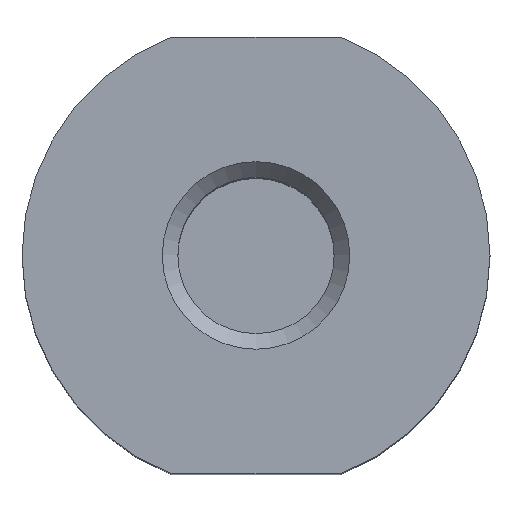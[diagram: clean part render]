
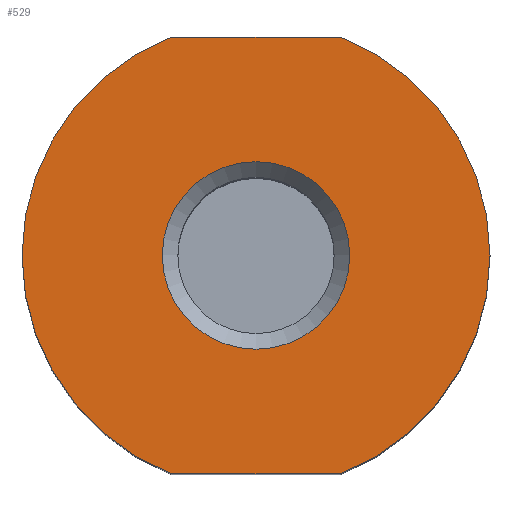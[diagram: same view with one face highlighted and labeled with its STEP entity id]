
A CAD part, top view. The second image highlights one B-rep face of the part: STEP entity #529.
In plain terms, the highlighted planar face has unit normal (0, 0, 1).
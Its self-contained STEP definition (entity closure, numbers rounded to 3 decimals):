
#33=FACE_BOUND('',#118,.T.);
#41=PLANE('',#583);
#79=FACE_OUTER_BOUND('',#117,.T.);
#117=EDGE_LOOP('',(#429,#430,#431,#432));
#118=EDGE_LOOP('',(#433));
#151=CIRCLE('',#579,3.005);
#154=CIRCLE('',#584,7.5);
#155=CIRCLE('',#585,7.5);
#180=LINE('',#1207,#210);
#181=LINE('',#1211,#211);
#210=VECTOR('',#674,10.);
#211=VECTOR('',#677,10.);
#254=VERTEX_POINT('',#1119);
#261=VERTEX_POINT('',#1205);
#262=VERTEX_POINT('',#1206);
#263=VERTEX_POINT('',#1208);
#264=VERTEX_POINT('',#1210);
#314=EDGE_CURVE('',#254,#254,#151,.T.);
#323=EDGE_CURVE('',#261,#262,#180,.T.);
#324=EDGE_CURVE('',#262,#263,#154,.T.);
#325=EDGE_CURVE('',#263,#264,#181,.T.);
#326=EDGE_CURVE('',#264,#261,#155,.T.);
#429=ORIENTED_EDGE('',*,*,#323,.T.);
#430=ORIENTED_EDGE('',*,*,#324,.T.);
#431=ORIENTED_EDGE('',*,*,#325,.T.);
#432=ORIENTED_EDGE('',*,*,#326,.T.);
#433=ORIENTED_EDGE('',*,*,#314,.F.);
#529=ADVANCED_FACE('',(#79,#33),#41,.T.);
#579=AXIS2_PLACEMENT_3D('',#1120,#662,#663);
#583=AXIS2_PLACEMENT_3D('',#1204,#672,#673);
#584=AXIS2_PLACEMENT_3D('',#1209,#675,#676);
#585=AXIS2_PLACEMENT_3D('',#1212,#678,#679);
#662=DIRECTION('center_axis',(0.,0.,1.));
#663=DIRECTION('ref_axis',(1.,0.,0.));
#672=DIRECTION('center_axis',(0.,0.,1.));
#673=DIRECTION('ref_axis',(1.,0.,0.));
#674=DIRECTION('',(1.,0.,0.));
#675=DIRECTION('center_axis',(0.,0.,1.));
#676=DIRECTION('ref_axis',(1.,0.,0.));
#677=DIRECTION('',(-1.,0.,0.));
#678=DIRECTION('center_axis',(0.,0.,1.));
#679=DIRECTION('ref_axis',(1.,0.,0.));
#1119=CARTESIAN_POINT('',(-3.005,0.,-2.881));
#1120=CARTESIAN_POINT('Origin',(0.,0.,-2.881));
#1204=CARTESIAN_POINT('Origin',(0.,0.,-2.881));
#1205=CARTESIAN_POINT('',(-2.693,-7.,-2.881));
#1206=CARTESIAN_POINT('',(2.693,-7.,-2.881));
#1207=CARTESIAN_POINT('',(-1.346,-7.,-2.881));
#1208=CARTESIAN_POINT('',(2.693,7.,-2.881));
#1209=CARTESIAN_POINT('Origin',(0.,0.,-2.881));
#1210=CARTESIAN_POINT('',(-2.693,7.,-2.881));
#1211=CARTESIAN_POINT('',(1.346,7.,-2.881));
#1212=CARTESIAN_POINT('Origin',(0.,0.,-2.881));
